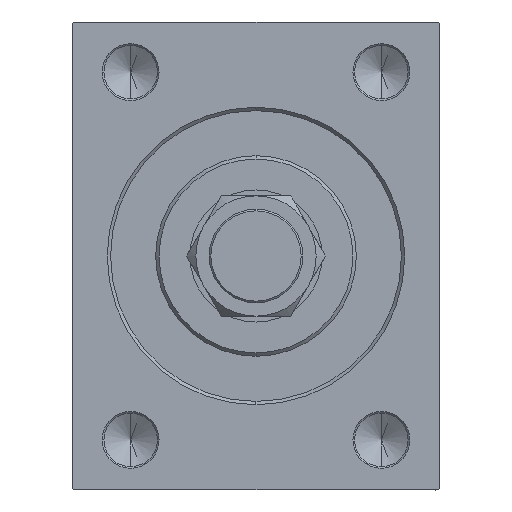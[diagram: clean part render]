
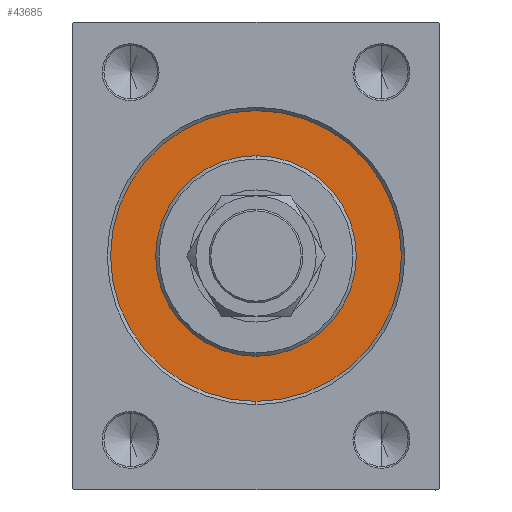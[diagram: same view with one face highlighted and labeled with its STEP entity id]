
A CAD part, left-side view. The second image highlights one B-rep face of the part: STEP entity #43685.
In plain terms, the highlighted face is planar.
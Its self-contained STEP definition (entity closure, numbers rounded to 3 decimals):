
#1222 = EDGE_LOOP ( 'NONE', ( #41618, #10509 ) ) ;
#2425 = CARTESIAN_POINT ( 'NONE',  ( 0., 0., 0. ) ) ;
#3099 = EDGE_CURVE ( 'NONE', #16199, #10455, #11895, .T. ) ;
#3468 = EDGE_CURVE ( 'NONE', #10455, #16199, #8110, .T. ) ;
#3504 = DIRECTION ( 'NONE',  ( -1., 0., 0. ) ) ;
#3949 = DIRECTION ( 'NONE',  ( 0., 0., 1. ) ) ;
#5702 = VERTEX_POINT ( 'NONE', #34275 ) ;
#8110 = CIRCLE ( 'NONE', #34563, 30. ) ;
#9594 = DIRECTION ( 'NONE',  ( 0., 0., -1. ) ) ;
#10455 = VERTEX_POINT ( 'NONE', #27979 ) ;
#10509 = ORIENTED_EDGE ( 'NONE', *, *, #3468, .F. ) ;
#11895 = CIRCLE ( 'NONE', #24012, 30. ) ;
#13300 = DIRECTION ( 'NONE',  ( 0., 0., 1. ) ) ;
#13534 = DIRECTION ( 'NONE',  ( -1., 0., 0. ) ) ;
#14831 = FACE_BOUND ( 'NONE', #1222, .T. ) ;
#16199 = VERTEX_POINT ( 'NONE', #37526 ) ;
#16868 = AXIS2_PLACEMENT_3D ( 'NONE', #36322, #3504, #3949 ) ;
#18343 = CIRCLE ( 'NONE', #22873, 43.5 ) ;
#18614 = FACE_OUTER_BOUND ( 'NONE', #32216, .T. ) ;
#19256 = EDGE_CURVE ( 'NONE', #5702, #34066, #39585, .T. ) ;
#21930 = PLANE ( 'NONE',  #16868 ) ;
#22873 = AXIS2_PLACEMENT_3D ( 'NONE', #2425, #13534, #13300 ) ;
#24012 = AXIS2_PLACEMENT_3D ( 'NONE', #37116, #26743, #36886 ) ;
#26058 = DIRECTION ( 'NONE',  ( 0., 0., 1. ) ) ;
#26743 = DIRECTION ( 'NONE',  ( 1., 0., 0. ) ) ;
#27097 = ORIENTED_EDGE ( 'NONE', *, *, #19256, .F. ) ;
#27780 = CARTESIAN_POINT ( 'NONE',  ( 0., 0., -43.5 ) ) ;
#27979 = CARTESIAN_POINT ( 'NONE',  ( 0., 0., -30. ) ) ;
#32056 = CARTESIAN_POINT ( 'NONE',  ( 0., 0., 0. ) ) ;
#32216 = EDGE_LOOP ( 'NONE', ( #43293, #27097 ) ) ;
#34066 = VERTEX_POINT ( 'NONE', #27780 ) ;
#34275 = CARTESIAN_POINT ( 'NONE',  ( 0., 0., 43.5 ) ) ;
#34563 = AXIS2_PLACEMENT_3D ( 'NONE', #37961, #41975, #9594 ) ;
#36322 = CARTESIAN_POINT ( 'NONE',  ( 0., 0., 0. ) ) ;
#36886 = DIRECTION ( 'NONE',  ( 0., 0., -1. ) ) ;
#37116 = CARTESIAN_POINT ( 'NONE',  ( 0., 0., 0. ) ) ;
#37526 = CARTESIAN_POINT ( 'NONE',  ( 0., 0., 30. ) ) ;
#37961 = CARTESIAN_POINT ( 'NONE',  ( 0., 0., 0. ) ) ;
#39585 = CIRCLE ( 'NONE', #45640, 43.5 ) ;
#41618 = ORIENTED_EDGE ( 'NONE', *, *, #3099, .F. ) ;
#41975 = DIRECTION ( 'NONE',  ( 1., 0., 0. ) ) ;
#42917 = DIRECTION ( 'NONE',  ( -1., 0., 0. ) ) ;
#42999 = EDGE_CURVE ( 'NONE', #34066, #5702, #18343, .T. ) ;
#43293 = ORIENTED_EDGE ( 'NONE', *, *, #42999, .F. ) ;
#43685 = ADVANCED_FACE ( 'NONE', ( #14831, #18614 ), #21930, .F. ) ;
#45640 = AXIS2_PLACEMENT_3D ( 'NONE', #32056, #42917, #26058 ) ;
